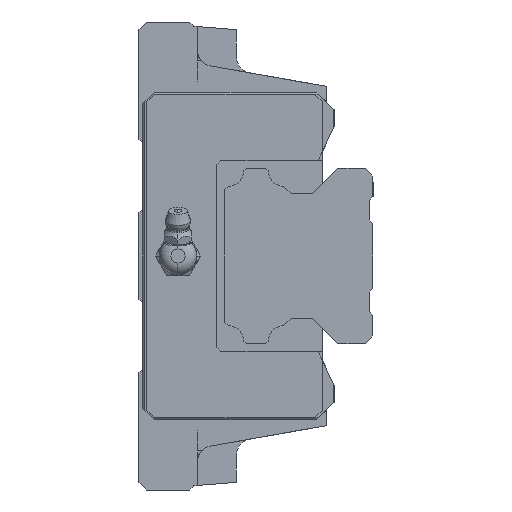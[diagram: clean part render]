
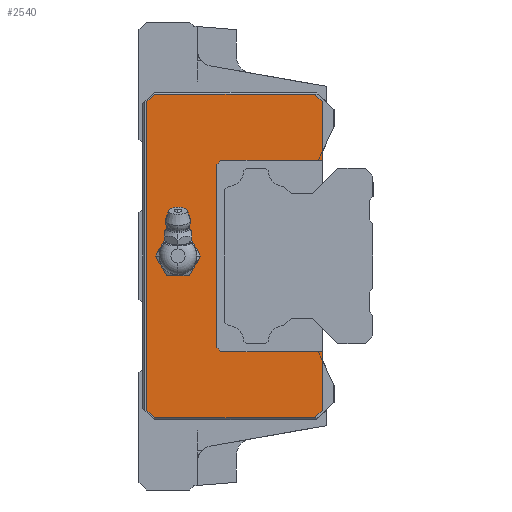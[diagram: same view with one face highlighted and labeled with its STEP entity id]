
A CAD part, left-side view. The second image highlights one B-rep face of the part: STEP entity #2540.
In plain terms, the highlighted planar face has unit normal (-1, 0, 0).
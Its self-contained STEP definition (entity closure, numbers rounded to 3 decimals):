
#1688 = VERTEX_POINT( '', #5002 );
#1700 = VERTEX_POINT( '', #5015 );
#1788 = VERTEX_POINT( '', #5117 );
#1926 = EDGE_CURVE( '', #2112, #3580, #5265, .T. );
#2086 = EDGE_CURVE( '', #3954, #3804, #5443, .T. );
#2112 = VERTEX_POINT( '', #5471 );
#2290 = EDGE_CURVE( '', #2702, #2558, #5659, .T. );
#2460 = EDGE_CURVE( '', #3924, #2112, #5847, .T. );
#2502 = EDGE_CURVE( '', #4602, #4328, #5895, .T. );
#2504 = EDGE_CURVE( '', #3754, #3040, #5897, .T. );
#2538 = EDGE_CURVE( '', #4514, #2702, #5933, .T. );
#2540 = ADVANCED_FACE( '', ( #5935, #5936 ), #5937, .F. );
#2558 = VERTEX_POINT( '', #5956 );
#2602 = EDGE_CURVE( '', #3804, #4602, #6005, .T. );
#2702 = VERTEX_POINT( '', #6114 );
#2800 = EDGE_CURVE( '', #3908, #3580, #6223, .T. );
#2984 = EDGE_CURVE( '', #3954, #3754, #6424, .T. );
#3040 = VERTEX_POINT( '', #6488 );
#3268 = EDGE_CURVE( '', #4328, #3908, #6743, .T. );
#3580 = VERTEX_POINT( '', #7094 );
#3754 = VERTEX_POINT( '', #7290 );
#3804 = VERTEX_POINT( '', #7347 );
#3908 = VERTEX_POINT( '', #7455 );
#3924 = VERTEX_POINT( '', #7472 );
#3954 = VERTEX_POINT( '', #7504 );
#3990 = EDGE_CURVE( '', #3040, #4514, #7548, .T. );
#4194 = EDGE_CURVE( '', #1700, #3924, #7765, .T. );
#4302 = EDGE_CURVE( '', #1788, #1688, #7881, .T. );
#4328 = VERTEX_POINT( '', #7911 );
#4498 = EDGE_CURVE( '', #1688, #1788, #8094, .T. );
#4502 = EDGE_CURVE( '', #2558, #1700, #8099, .T. );
#4514 = VERTEX_POINT( '', #8112 );
#4602 = VERTEX_POINT( '', #8213 );
#5002 = CARTESIAN_POINT( '', ( 194.5, 54.864, 0. ) );
#5015 = CARTESIAN_POINT( '', ( 194.5, 56., 41.5 ) );
#5117 = CARTESIAN_POINT( '', ( 194.5, 45.136, 0. ) );
#5265 = LINE( '', #9053, #9054 );
#5443 = LINE( '', #9364, #9365 );
#5471 = CARTESIAN_POINT( '', ( 194.5, 13., 39.5 ) );
#5659 = LINE( '', #9676, #9677 );
#5847 = LINE( '', #10012, #10013 );
#5895 = LINE( '', #10089, #10090 );
#5897 = LINE( '', #10093, #10094 );
#5933 = LINE( '', #10160, #10161 );
#5935 = FACE_BOUND( '', #10163, .T. );
#5936 = FACE_OUTER_BOUND( '', #10164, .T. );
#5937 = PLANE( '', #10165 );
#5956 = CARTESIAN_POINT( '', ( 194.5, 58., 39.5 ) );
#6005 = LINE( '', #10262, #10263 );
#6114 = CARTESIAN_POINT( '', ( 194.5, 58., -39.5 ) );
#6223 = LINE( '', #10572, #10573 );
#6424 = LINE( '', #10863, #10864 );
#6488 = CARTESIAN_POINT( '', ( 194.5, 15., -41.5 ) );
#6743 = LINE( '', #11353, #11354 );
#7094 = CARTESIAN_POINT( '', ( 194.5, 13., 24.5 ) );
#7290 = CARTESIAN_POINT( '', ( 194.5, 13., -39.5 ) );
#7347 = CARTESIAN_POINT( '', ( 194.5, 39., -24.5 ) );
#7455 = CARTESIAN_POINT( '', ( 194.5, 39., 24.5 ) );
#7472 = CARTESIAN_POINT( '', ( 194.5, 15., 41.5 ) );
#7504 = CARTESIAN_POINT( '', ( 194.5, 13., -24.5 ) );
#7548 = LINE( '', #12564, #12565 );
#7765 = LINE( '', #12951, #12952 );
#7881 = CIRCLE( '', #13124, 4.864 );
#7911 = CARTESIAN_POINT( '', ( 194.5, 40., 23.5 ) );
#8094 = CIRCLE( '', #13440, 4.864 );
#8099 = LINE( '', #13446, #13447 );
#8112 = CARTESIAN_POINT( '', ( 194.5, 56., -41.5 ) );
#8213 = CARTESIAN_POINT( '', ( 194.5, 40., -23.5 ) );
#9053 = CARTESIAN_POINT( '', ( 194.5, 13., 19.75 ) );
#9054 = VECTOR( '', #14471, 1. );
#9364 = CARTESIAN_POINT( '', ( 194.5, 11.5, -24.5 ) );
#9365 = VECTOR( '', #14648, 1. );
#9676 = CARTESIAN_POINT( '', ( 194.5, 58., -19.75 ) );
#9677 = VECTOR( '', #14852, 1. );
#10012 = CARTESIAN_POINT( '', ( 194.5, 3.375, 29.875 ) );
#10013 = VECTOR( '', #15071, 1. );
#10089 = CARTESIAN_POINT( '', ( 194.5, 40., -11.75 ) );
#10090 = VECTOR( '', #15136, 1. );
#10093 = CARTESIAN_POINT( '', ( 194.5, 2.375, -28.875 ) );
#10094 = VECTOR( '', #15137, 1. );
#10160 = CARTESIAN_POINT( '', ( 194.5, 54.875, -42.625 ) );
#10161 = VECTOR( '', #15168, 1. );
#10163 = EDGE_LOOP( '', ( #15170, #15171 ) );
#10164 = EDGE_LOOP( '', ( #15172, #15173, #15174, #15175, #15176, #15177, #15178, #15179, #15180, #15181, #15182, #15183, #15184, #15185 ) );
#10165 = AXIS2_PLACEMENT_3D( '', #15186, #15187, #15188 );
#10262 = CARTESIAN_POINT( '', ( 194.5, 37.875, -25.625 ) );
#10263 = VECTOR( '', #15264, 1. );
#10572 = CARTESIAN_POINT( '', ( 194.5, 24.5, 24.5 ) );
#10573 = VECTOR( '', #15491, 1. );
#10863 = CARTESIAN_POINT( '', ( 194.5, 13., 19.75 ) );
#10864 = VECTOR( '', #15705, 1. );
#11353 = CARTESIAN_POINT( '', ( 194.5, 38.375, 25.125 ) );
#11354 = VECTOR( '', #16117, 1. );
#12564 = CARTESIAN_POINT( '', ( 194.5, 12.5, -41.5 ) );
#12565 = VECTOR( '', #17033, 1. );
#12951 = CARTESIAN_POINT( '', ( 194.5, 33., 41.5 ) );
#12952 = VECTOR( '', #17234, 1. );
#13124 = AXIS2_PLACEMENT_3D( '', #17339, #17340, #17341 );
#13440 = AXIS2_PLACEMENT_3D( '', #17557, #17558, #17559 );
#13446 = CARTESIAN_POINT( '', ( 194.5, 55.875, 41.625 ) );
#13447 = VECTOR( '', #17568, 1. );
#14471 = DIRECTION( '', ( 0., 0., -1. ) );
#14648 = DIRECTION( '', ( 0., 1., 0. ) );
#14852 = DIRECTION( '', ( 0., 0., 1. ) );
#15071 = DIRECTION( '', ( 0., -0.707, -0.707 ) );
#15136 = DIRECTION( '', ( 0., 0., 1. ) );
#15137 = DIRECTION( '', ( 0., 0.707, -0.707 ) );
#15168 = DIRECTION( '', ( 0., 0.707, 0.707 ) );
#15170 = ORIENTED_EDGE( '', *, *, #4498, .T. );
#15171 = ORIENTED_EDGE( '', *, *, #4302, .T. );
#15172 = ORIENTED_EDGE( '', *, *, #2086, .T. );
#15173 = ORIENTED_EDGE( '', *, *, #2602, .T. );
#15174 = ORIENTED_EDGE( '', *, *, #2502, .T. );
#15175 = ORIENTED_EDGE( '', *, *, #3268, .T. );
#15176 = ORIENTED_EDGE( '', *, *, #2800, .T. );
#15177 = ORIENTED_EDGE( '', *, *, #1926, .F. );
#15178 = ORIENTED_EDGE( '', *, *, #2460, .F. );
#15179 = ORIENTED_EDGE( '', *, *, #4194, .F. );
#15180 = ORIENTED_EDGE( '', *, *, #4502, .F. );
#15181 = ORIENTED_EDGE( '', *, *, #2290, .F. );
#15182 = ORIENTED_EDGE( '', *, *, #2538, .F. );
#15183 = ORIENTED_EDGE( '', *, *, #3990, .F. );
#15184 = ORIENTED_EDGE( '', *, *, #2504, .F. );
#15185 = ORIENTED_EDGE( '', *, *, #2984, .F. );
#15186 = CARTESIAN_POINT( '', ( 194.5, 10., 0. ) );
#15187 = DIRECTION( '', ( 1., 0., 0. ) );
#15188 = DIRECTION( '', ( 0., 0., -1. ) );
#15264 = DIRECTION( '', ( 0., 0.707, 0.707 ) );
#15491 = DIRECTION( '', ( 0., -1., 0. ) );
#15705 = DIRECTION( '', ( 0., 0., -1. ) );
#16117 = DIRECTION( '', ( 0., -0.707, 0.707 ) );
#17033 = DIRECTION( '', ( 0., 1., 0. ) );
#17234 = DIRECTION( '', ( 0., -1., 0. ) );
#17339 = CARTESIAN_POINT( '', ( 194.5, 50., 0. ) );
#17340 = DIRECTION( '', ( 1., 0., 0. ) );
#17341 = DIRECTION( '', ( 0., 1., 0. ) );
#17557 = CARTESIAN_POINT( '', ( 194.5, 50., 0. ) );
#17558 = DIRECTION( '', ( 1., 0., 0. ) );
#17559 = DIRECTION( '', ( 0., 1., 0. ) );
#17568 = DIRECTION( '', ( 0., -0.707, 0.707 ) );
